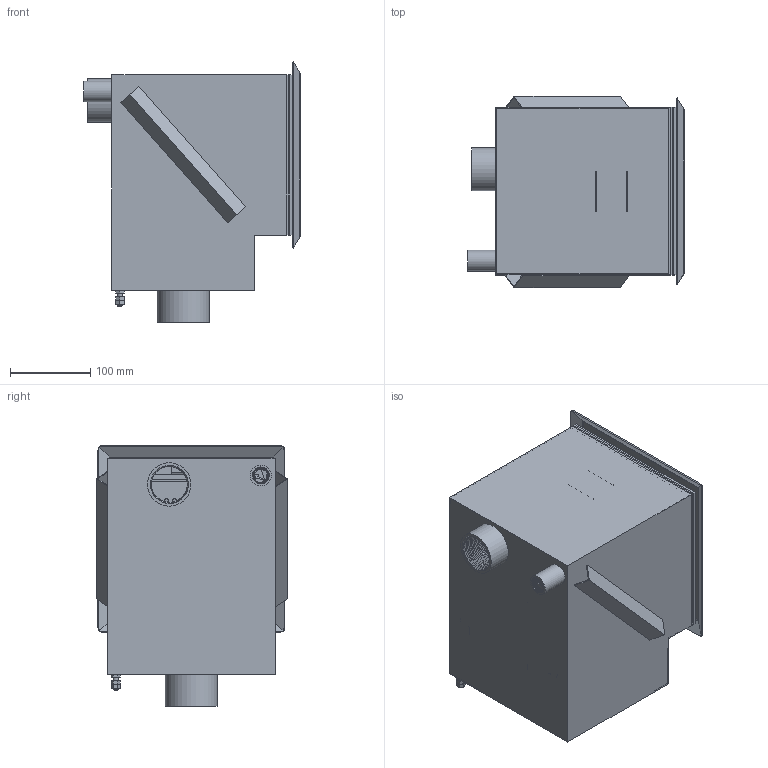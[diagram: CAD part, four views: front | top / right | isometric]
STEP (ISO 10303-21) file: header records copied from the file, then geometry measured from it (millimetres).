
FILE_DESCRIPTION(('STEP AP214'), '1');
FILE_NAME('Ð03-14 Ñêèììåð 15 ñ âûäâèæíîé êîðçèíîé ïëåíêà', '2025-08-29T08:42:24', ('Runwill'), (''), 'C3D Converter', 'C3D Toolkit', '');
FILE_SCHEMA(('AUTOMOTIVE_DESIGN { 1 0 10303 214 3 1 1}'));
Length unit declared in the file: millimetre
Assembly tree (50 placements, depth 5):
  (unnamed)
    (unnamed)
      (unnamed)  x16
      (unnamed)
        (unnamed)
        (unnamed)  x2
    (unnamed)
    (unnamed)  x2
    (unnamed)
    (unnamed)  x16
    (unnamed)
      (unnamed)
      (unnamed)
        (unnamed)
        (unnamed)
          (unnamed)
          (unnamed)
          (unnamed)
    (unnamed)
Bounding box: 269.4 x 238.48 x 325.08 mm (x, y, z)
Volume: 1061840.1 mm3; surface area: 1217080.8 mm2
Topology: 32 solids, 32 shells, 1510 faces, 3850 edges, 2448 vertices
Faces by surface type: cylinder 697, plane 695, cone 75, torus 17, sphere 16, bspline 10
Full cylindrical faces by diameter (mm): 4.4 x1, 4.917 x19, 5 x409, 6 x17, 7.5 x65, 10 x17, 26 x1, 54 x1, 65 x1
Entity records: 62487 total; most frequent: CARTESIAN_POINT 29541, DIRECTION 6408, ORIENTED_EDGE 5480, EDGE_CURVE 2740, EDGE_LOOP 2739, AXIS2_PLACEMENT_3D 2555, VERTEX_POINT 2065, FACE_BOUND 1708
